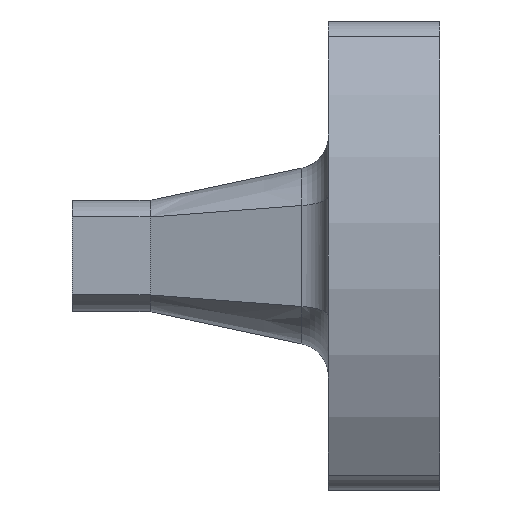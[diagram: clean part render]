
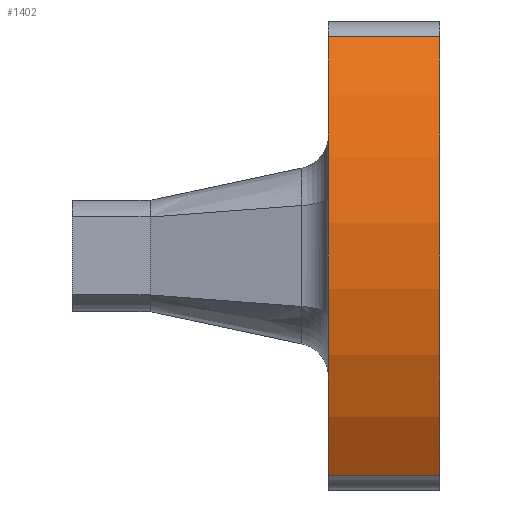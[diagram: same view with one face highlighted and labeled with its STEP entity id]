
A CAD part, left-side view. The second image highlights one B-rep face of the part: STEP entity #1402.
In plain terms, the highlighted cylindrical face has radius 35 mm (diameter 70 mm), a partial arc.
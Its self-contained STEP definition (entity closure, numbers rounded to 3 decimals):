
#12 = DIRECTION ( 'NONE',  ( 0., -1., 0. ) ) ;
#60 = LINE ( 'NONE', #882, #876 ) ;
#83 = CARTESIAN_POINT ( 'NONE',  ( -28.938, 10., -19.688 ) ) ;
#142 = CARTESIAN_POINT ( 'NONE',  ( -28.938, 0., 19.688 ) ) ;
#167 = CARTESIAN_POINT ( 'NONE',  ( -28.938, 10., 19.688 ) ) ;
#230 = AXIS2_PLACEMENT_3D ( 'NONE', #1538, #524, #1682 ) ;
#284 = CARTESIAN_POINT ( 'NONE',  ( 0., 10., 0. ) ) ;
#305 = DIRECTION ( 'NONE',  ( 0., 1., 0. ) ) ;
#309 = CIRCLE ( 'NONE', #230, 35. ) ;
#334 = ORIENTED_EDGE ( 'NONE', *, *, #498, .F. ) ;
#431 = DIRECTION ( 'NONE',  ( 0., -1., 0. ) ) ;
#498 = EDGE_CURVE ( 'NONE', #1391, #951, #521, .T. ) ;
#521 = LINE ( 'NONE', #167, #911 ) ;
#524 = DIRECTION ( 'NONE',  ( 0., 1., 0. ) ) ;
#623 = EDGE_LOOP ( 'NONE', ( #1860, #334, #1249, #1762 ) ) ;
#876 = VECTOR ( 'NONE', #12, 1000. ) ;
#882 = CARTESIAN_POINT ( 'NONE',  ( -28.938, 10., -19.688 ) ) ;
#902 = CYLINDRICAL_SURFACE ( 'NONE', #1367, 35. ) ;
#911 = VECTOR ( 'NONE', #1313, 1000. ) ;
#951 = VERTEX_POINT ( 'NONE', #142 ) ;
#1149 = VERTEX_POINT ( 'NONE', #83 ) ;
#1155 = DIRECTION ( 'NONE',  ( 0., 0., -1. ) ) ;
#1175 = CARTESIAN_POINT ( 'NONE',  ( 0., 0., 0. ) ) ;
#1249 = ORIENTED_EDGE ( 'NONE', *, *, #1746, .F. ) ;
#1271 = AXIS2_PLACEMENT_3D ( 'NONE', #1175, #305, #1316 ) ;
#1282 = CIRCLE ( 'NONE', #1271, 35. ) ;
#1313 = DIRECTION ( 'NONE',  ( 0., -1., 0. ) ) ;
#1316 = DIRECTION ( 'NONE',  ( 0., 0., 1. ) ) ;
#1365 = VERTEX_POINT ( 'NONE', #1432 ) ;
#1367 = AXIS2_PLACEMENT_3D ( 'NONE', #284, #431, #1155 ) ;
#1391 = VERTEX_POINT ( 'NONE', #1585 ) ;
#1402 = ADVANCED_FACE ( 'NONE', ( #1766 ), #902, .T. ) ;
#1432 = CARTESIAN_POINT ( 'NONE',  ( -28.938, 0., -19.688 ) ) ;
#1451 = EDGE_CURVE ( 'NONE', #1365, #951, #1282, .T. ) ;
#1538 = CARTESIAN_POINT ( 'NONE',  ( 0., 10., 0. ) ) ;
#1585 = CARTESIAN_POINT ( 'NONE',  ( -28.938, 10., 19.688 ) ) ;
#1682 = DIRECTION ( 'NONE',  ( 0., 0., 1. ) ) ;
#1699 = EDGE_CURVE ( 'NONE', #1149, #1365, #60, .T. ) ;
#1746 = EDGE_CURVE ( 'NONE', #1149, #1391, #309, .T. ) ;
#1762 = ORIENTED_EDGE ( 'NONE', *, *, #1699, .T. ) ;
#1766 = FACE_OUTER_BOUND ( 'NONE', #623, .T. ) ;
#1860 = ORIENTED_EDGE ( 'NONE', *, *, #1451, .T. ) ;
